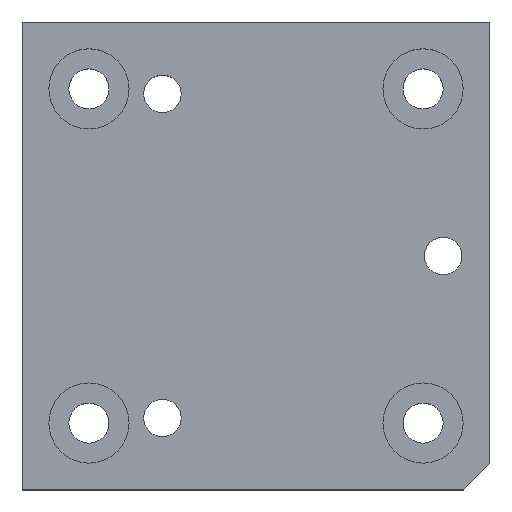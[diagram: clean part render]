
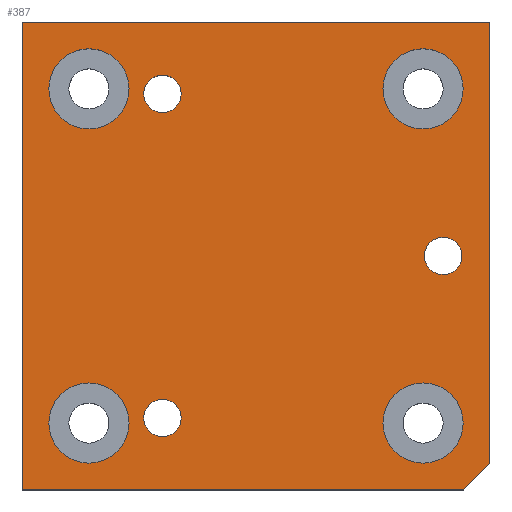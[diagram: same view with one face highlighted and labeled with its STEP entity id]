
A CAD part, top view. The second image highlights one B-rep face of the part: STEP entity #387.
In plain terms, the highlighted planar face has unit normal (0, 0, 1).
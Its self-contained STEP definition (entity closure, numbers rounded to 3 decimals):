
#19=FACE_BOUND('',#91,.T.);
#20=FACE_BOUND('',#92,.T.);
#21=FACE_BOUND('',#93,.T.);
#22=FACE_BOUND('',#94,.T.);
#23=FACE_BOUND('',#95,.T.);
#24=FACE_BOUND('',#96,.T.);
#25=FACE_BOUND('',#97,.T.);
#42=PLANE('',#451);
#64=FACE_OUTER_BOUND('',#90,.T.);
#90=EDGE_LOOP('',(#332,#333,#334,#335,#336));
#91=EDGE_LOOP('',(#337));
#92=EDGE_LOOP('',(#338));
#93=EDGE_LOOP('',(#339));
#94=EDGE_LOOP('',(#340));
#95=EDGE_LOOP('',(#341));
#96=EDGE_LOOP('',(#342));
#97=EDGE_LOOP('',(#343));
#119=LINE('',#647,#145);
#122=LINE('',#653,#148);
#125=LINE('',#659,#151);
#128=LINE('',#665,#154);
#131=LINE('',#669,#157);
#145=VECTOR('',#544,10.);
#148=VECTOR('',#549,10.);
#151=VECTOR('',#554,10.);
#154=VECTOR('',#559,10.);
#157=VECTOR('',#564,10.);
#158=CIRCLE('',#410,1.4);
#160=CIRCLE('',#413,1.4);
#162=CIRCLE('',#416,1.4);
#166=CIRCLE('',#422,3.);
#170=CIRCLE('',#429,3.);
#174=CIRCLE('',#436,3.);
#178=CIRCLE('',#443,3.);
#180=VERTEX_POINT('',#571);
#182=VERTEX_POINT('',#577);
#184=VERTEX_POINT('',#583);
#188=VERTEX_POINT('',#594);
#192=VERTEX_POINT('',#607);
#196=VERTEX_POINT('',#620);
#200=VERTEX_POINT('',#633);
#204=VERTEX_POINT('',#644);
#205=VERTEX_POINT('',#646);
#207=VERTEX_POINT('',#652);
#209=VERTEX_POINT('',#658);
#211=VERTEX_POINT('',#664);
#212=EDGE_CURVE('',#180,#180,#158,.T.);
#215=EDGE_CURVE('',#182,#182,#160,.T.);
#218=EDGE_CURVE('',#184,#184,#162,.T.);
#223=EDGE_CURVE('',#188,#188,#166,.T.);
#229=EDGE_CURVE('',#192,#192,#170,.T.);
#235=EDGE_CURVE('',#196,#196,#174,.T.);
#241=EDGE_CURVE('',#200,#200,#178,.T.);
#247=EDGE_CURVE('',#205,#204,#119,.T.);
#250=EDGE_CURVE('',#207,#205,#122,.T.);
#253=EDGE_CURVE('',#209,#207,#125,.T.);
#256=EDGE_CURVE('',#211,#209,#128,.T.);
#259=EDGE_CURVE('',#204,#211,#131,.T.);
#332=ORIENTED_EDGE('',*,*,#259,.T.);
#333=ORIENTED_EDGE('',*,*,#256,.T.);
#334=ORIENTED_EDGE('',*,*,#253,.T.);
#335=ORIENTED_EDGE('',*,*,#250,.T.);
#336=ORIENTED_EDGE('',*,*,#247,.T.);
#337=ORIENTED_EDGE('',*,*,#212,.T.);
#338=ORIENTED_EDGE('',*,*,#215,.T.);
#339=ORIENTED_EDGE('',*,*,#218,.T.);
#340=ORIENTED_EDGE('',*,*,#223,.T.);
#341=ORIENTED_EDGE('',*,*,#229,.T.);
#342=ORIENTED_EDGE('',*,*,#235,.T.);
#343=ORIENTED_EDGE('',*,*,#241,.T.);
#387=ADVANCED_FACE('',(#64,#19,#20,#21,#22,#23,#24,#25),#42,.T.);
#410=AXIS2_PLACEMENT_3D('',#572,#457,#458);
#413=AXIS2_PLACEMENT_3D('',#578,#464,#465);
#416=AXIS2_PLACEMENT_3D('',#584,#471,#472);
#422=AXIS2_PLACEMENT_3D('',#595,#484,#485);
#429=AXIS2_PLACEMENT_3D('',#608,#500,#501);
#436=AXIS2_PLACEMENT_3D('',#621,#516,#517);
#443=AXIS2_PLACEMENT_3D('',#634,#532,#533);
#451=AXIS2_PLACEMENT_3D('',#670,#565,#566);
#457=DIRECTION('center_axis',(0.,0.,-1.));
#458=DIRECTION('ref_axis',(1.,0.,0.));
#464=DIRECTION('center_axis',(0.,0.,-1.));
#465=DIRECTION('ref_axis',(1.,0.,0.));
#471=DIRECTION('center_axis',(0.,0.,-1.));
#472=DIRECTION('ref_axis',(1.,0.,0.));
#484=DIRECTION('center_axis',(0.,0.,-1.));
#485=DIRECTION('ref_axis',(1.,0.,0.));
#500=DIRECTION('center_axis',(0.,0.,-1.));
#501=DIRECTION('ref_axis',(1.,0.,0.));
#516=DIRECTION('center_axis',(0.,0.,-1.));
#517=DIRECTION('ref_axis',(1.,0.,0.));
#532=DIRECTION('center_axis',(0.,0.,-1.));
#533=DIRECTION('ref_axis',(1.,0.,0.));
#544=DIRECTION('',(-1.,0.,0.));
#549=DIRECTION('',(0.,1.,0.));
#554=DIRECTION('',(0.707,0.707,0.));
#559=DIRECTION('',(1.,0.,0.));
#564=DIRECTION('',(0.,-1.,0.));
#565=DIRECTION('center_axis',(0.,0.,1.));
#566=DIRECTION('ref_axis',(1.,0.,0.));
#571=CARTESIAN_POINT('',(4.1,-24.624,7.));
#572=CARTESIAN_POINT('Origin',(5.5,-24.624,7.));
#577=CARTESIAN_POINT('',(25.1,-12.5,7.));
#578=CARTESIAN_POINT('Origin',(26.5,-12.5,7.));
#583=CARTESIAN_POINT('',(4.1,-0.376,7.));
#584=CARTESIAN_POINT('Origin',(5.5,-0.376,7.));
#594=CARTESIAN_POINT('',(-3.,0.,7.));
#595=CARTESIAN_POINT('Origin',(0.,0.,7.));
#607=CARTESIAN_POINT('',(22.,0.,7.));
#608=CARTESIAN_POINT('Origin',(25.,0.,7.));
#620=CARTESIAN_POINT('',(-3.,-25.,7.));
#621=CARTESIAN_POINT('Origin',(0.,-25.,7.));
#633=CARTESIAN_POINT('',(22.,-25.,7.));
#634=CARTESIAN_POINT('Origin',(25.,-25.,7.));
#644=CARTESIAN_POINT('',(-5.,5.,7.));
#646=CARTESIAN_POINT('',(30.,5.,7.));
#647=CARTESIAN_POINT('',(30.,5.,7.));
#652=CARTESIAN_POINT('',(30.,-28.,7.));
#653=CARTESIAN_POINT('',(30.,-28.,7.));
#658=CARTESIAN_POINT('',(28.,-30.,7.));
#659=CARTESIAN_POINT('',(28.,-30.,7.));
#664=CARTESIAN_POINT('',(-5.,-30.,7.));
#665=CARTESIAN_POINT('',(-28.,-30.,7.));
#669=CARTESIAN_POINT('',(-5.,5.,7.));
#670=CARTESIAN_POINT('Origin',(12.5,-12.5,7.));
